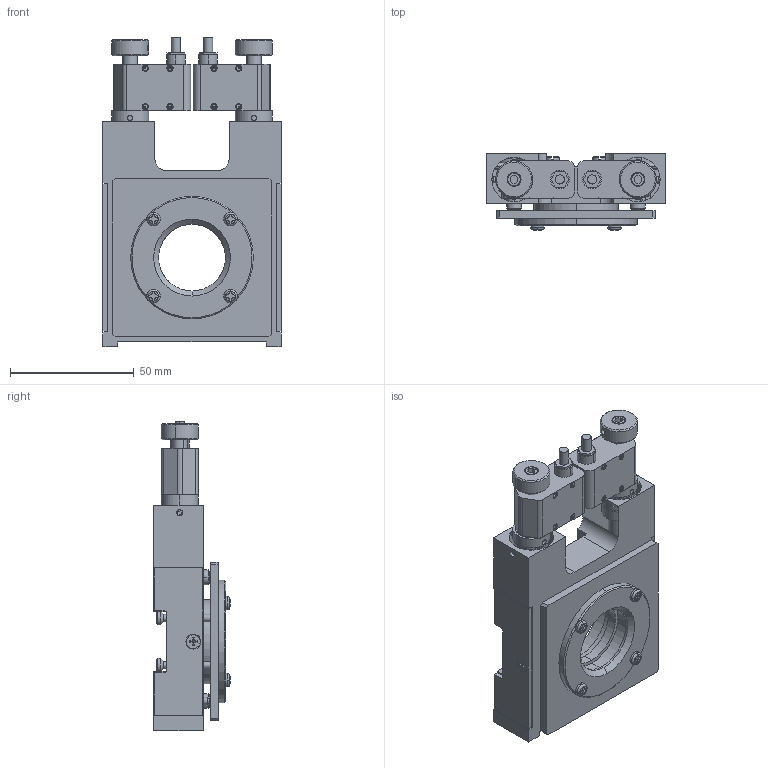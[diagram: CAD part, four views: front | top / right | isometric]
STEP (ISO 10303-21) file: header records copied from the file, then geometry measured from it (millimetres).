
FILE_DESCRIPTION (( 'STEP AP203' ), '1' );
FILE_NAME ('MTPAM-LMHB-30M.STEP', '2024-10-25T07:58:32', ( '' ), ( '' ), 'SwSTEP 2.0', 'SolidWorks 2013', '' );
FILE_SCHEMA (( 'CONFIG_CONTROL_DESIGN' ));
Length unit declared in the file: millimetre
Products named in the file (15): x2-1; x3-1; x6-1-1; LMHB-30M-P002_蹬怮椔; x9-1-1; x1-1; MTPAM-LMHB-30M; x4-1; PDM-13ACTR-C1-220901採弌梡_棉太倌; x7-1-1; xx1-1; x5-1-1; x10-1-1; xx2-1; MTPAM-LMHB-30M-P01-240124_LMHB-30M_蹬怮椔
Assembly tree (23 placements, depth 4):
  MTPAM-LMHB-30M
    MTPAM-LMHB-30M-P01-240124_LMHB-30M_蹬怮椔
    LMHB-30M-P002_蹬怮椔  x2
    PDM-13ACTR-C1-220901採弌梡_棉太倌  x2
      xx1-1
        x2-1
        x3-1
        x1-1
        x4-1
      xx2-1
        x6-1-1
        x5-1-1
        x10-1-1
        x9-1-1
        x7-1-1  x8
Bounding box: 72 x 30.9 x 125 mm (x, y, z)
Volume: 23707.3 mm3; surface area: 53103.6 mm2
Topology: 34 solids, 75 shells, 1501 faces, 3681 edges, 2348 vertices
Faces by surface type: plane 667, cylinder 526, cone 264, bspline 40, torus 4
Entity records: 34998 total; most frequent: CARTESIAN_POINT 8893, DIRECTION 5247, ORIENTED_EDGE 4884, EDGE_CURVE 2482, AXIS2_PLACEMENT_3D 2038, VERTEX_POINT 1609, VECTOR 1171, LINE 1171
